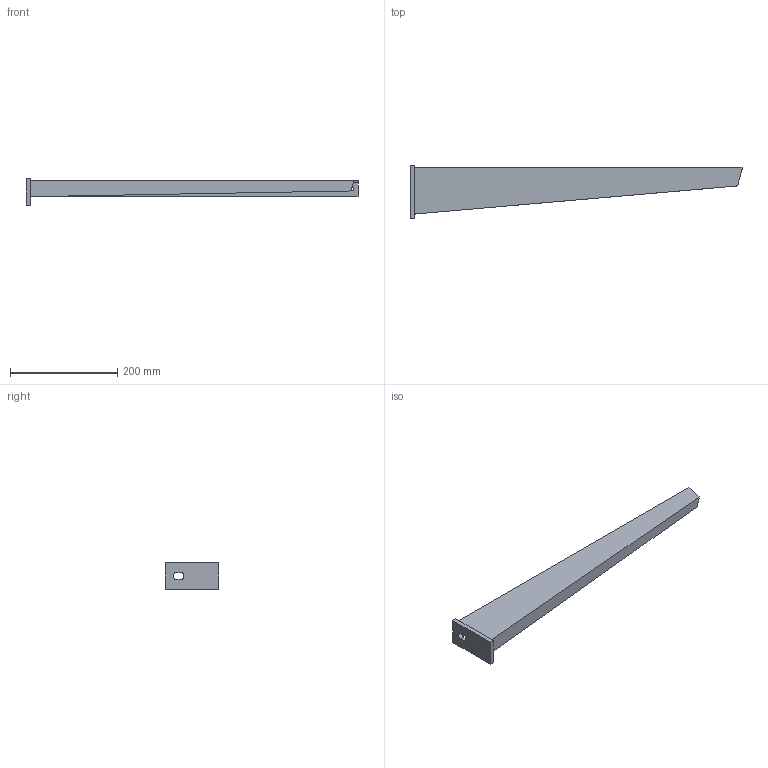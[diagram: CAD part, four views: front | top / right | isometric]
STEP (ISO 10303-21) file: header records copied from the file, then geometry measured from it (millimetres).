
FILE_DESCRIPTION (( 'STEP AP214' ), '1' );
FILE_NAME ('6419828.stp', '2020-03-19T09:48:24', ( '' ), ( '' ), 'SwSTEP 2.0', 'SolidWorks 2018', '' );
FILE_SCHEMA (( 'AUTOMOTIVE_DESIGN' ));
Length unit declared in the file: millimetre
Products named in the file (3): 6419828; 039731_Formteil AW-AS 30-610; KTS 04.020-006_L=100, t=8, L.loch=13
Assembly tree (2 placements, depth 2):
  6419828
    KTS 04.020-006_L=100, t=8, L.loch=13
    039731_Formteil AW-AS 30-610
Bounding box: 618 x 100 x 50 mm (x, y, z)
Volume: 201142 mm3; surface area: 146550.3 mm2
Topology: 2 solids, 2 shells, 67 faces, 183 edges, 120 vertices
Faces by surface type: plane 38, cylinder 25, bspline 4
Entity records: 2363 total; most frequent: CARTESIAN_POINT 529, ORIENTED_EDGE 366, DIRECTION 348, EDGE_CURVE 183, VERTEX_POINT 120, AXIS2_PLACEMENT_3D 116, LINE 116, VECTOR 116
